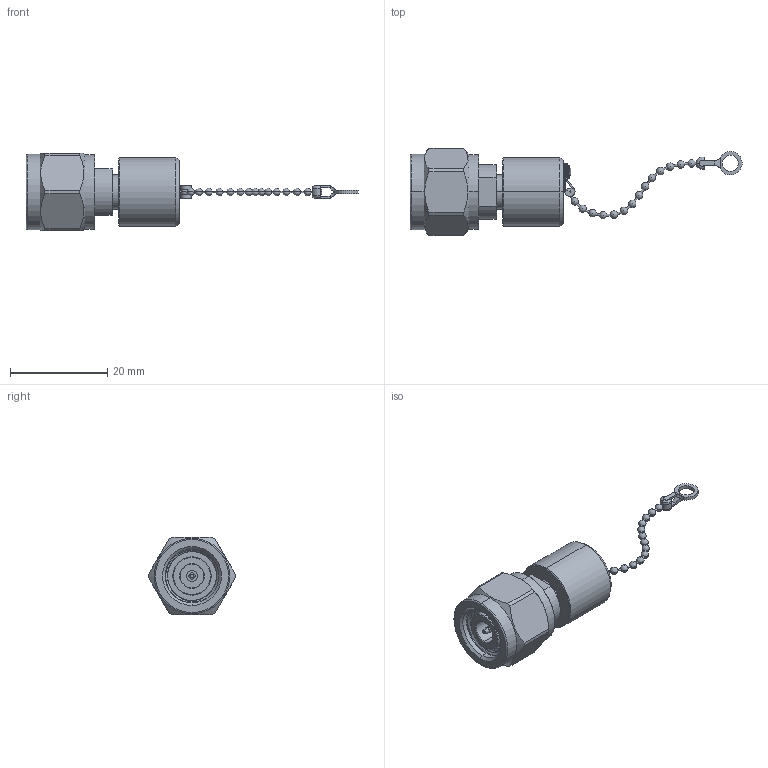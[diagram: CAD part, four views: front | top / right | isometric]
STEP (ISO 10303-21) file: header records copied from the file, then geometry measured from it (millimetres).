
FILE_DESCRIPTION (( 'STEP AP203' ), '1' );
FILE_NAME ('PE6090.step', '2018-05-17T14:15:39', ( '' ), ( '' ), 'SwSTEP 2.0', 'SolidWorks 2017', '' );
FILE_SCHEMA (( 'CONFIG_CONTROL_DESIGN' ));
Length unit declared in the file: inch
Products named in the file (1): PE6090
Bounding box: 68.43 x 17.93 x 15.88 mm (x, y, z)
Volume: 4706.4 mm3; surface area: 3349.2 mm2
Topology: 20 solids, 20 shells, 207 faces, 561 edges, 368 vertices
Faces by surface type: cylinder 69, plane 66, sphere 34, cone 25, bspline 7, torus 6
Entity records: 7953 total; most frequent: CARTESIAN_POINT 3256, ORIENTED_EDGE 962, DIRECTION 954, EDGE_CURVE 481, AXIS2_PLACEMENT_3D 370, VERTEX_POINT 320, EDGE_LOOP 221, VECTOR 214
